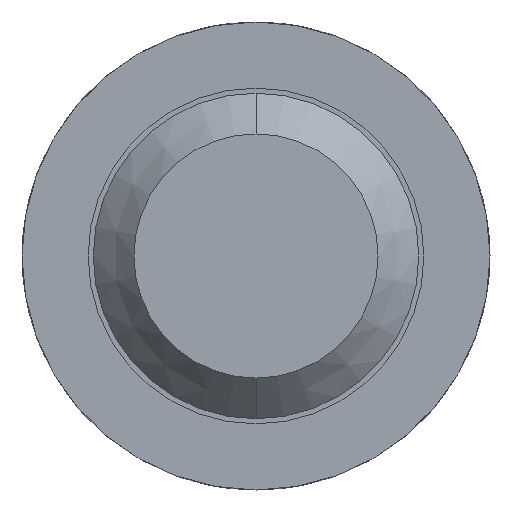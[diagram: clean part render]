
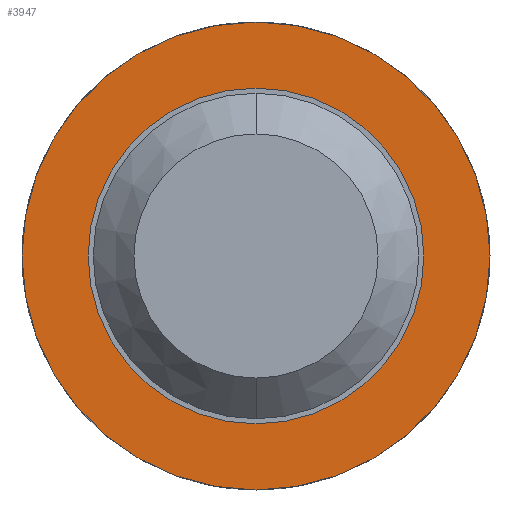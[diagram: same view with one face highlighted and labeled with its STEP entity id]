
A CAD part, front view. The second image highlights one B-rep face of the part: STEP entity #3947.
In plain terms, the highlighted planar face has unit normal (0, -1, 0).
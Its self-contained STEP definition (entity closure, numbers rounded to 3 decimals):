
#44 = AXIS2_PLACEMENT_3D ( 'NONE', #538, #3455, #1259 ) ;
#91 = CIRCLE ( 'NONE', #1907, 0.825 ) ;
#115 = ORIENTED_EDGE ( 'NONE', *, *, #4137, .T. ) ;
#150 = CARTESIAN_POINT ( 'NONE',  ( 0., -1.5, 0. ) ) ;
#162 = DIRECTION ( 'NONE',  ( 0., 1., 0. ) ) ;
#192 = CARTESIAN_POINT ( 'NONE',  ( 0., -1.5, -0.825 ) ) ;
#194 = EDGE_CURVE ( 'Defeature ausgef�hrt4_48+Defeature ausgef�hrt4_47+Defeature ausgef�hrt4_47+Defeature ausgef�hrt4_47', #2159, #1741, #91, .T. ) ;
#291 = DIRECTION ( 'NONE',  ( 0., 0., 1. ) ) ;
#335 = FACE_OUTER_BOUND ( 'NONE', #2067, .T. ) ;
#342 = CIRCLE ( 'NONE', #44, 1.15 ) ;
#490 = CARTESIAN_POINT ( 'NONE',  ( 0., -1.5, -1.15 ) ) ;
#538 = CARTESIAN_POINT ( 'NONE',  ( 0., -1.5, 0. ) ) ;
#867 = CARTESIAN_POINT ( 'NONE',  ( 0., -1.5, 0. ) ) ;
#1036 = AXIS2_PLACEMENT_3D ( 'NONE', #4074, #2199, #3295 ) ;
#1114 = CIRCLE ( 'NONE', #1036, 1.15 ) ;
#1186 = EDGE_CURVE ( 'Defeature ausgef�hrt4_44+Defeature ausgef�hrt4_48+Defeature ausgef�hrt4_48+Defeature ausgef�hrt4_48', #3565, #2272, #1114, .T. ) ;
#1216 = DIRECTION ( 'NONE',  ( 0., 1., 0. ) ) ;
#1259 = DIRECTION ( 'NONE',  ( 0., 0., 1. ) ) ;
#1372 = CARTESIAN_POINT ( 'NONE',  ( 0.825, -1.5, 0. ) ) ;
#1601 = CARTESIAN_POINT ( 'NONE',  ( 0., -1.5, 0.825 ) ) ;
#1741 = VERTEX_POINT ( 'NONE', #192 ) ;
#1907 = AXIS2_PLACEMENT_3D ( 'NONE', #867, #1216, #4093 ) ;
#2010 = DIRECTION ( 'NONE',  ( 0., 0., 1. ) ) ;
#2067 = EDGE_LOOP ( 'NONE', ( #3773, #3729 ) ) ;
#2108 = DIRECTION ( 'NONE',  ( 0., 1., 0. ) ) ;
#2125 = CARTESIAN_POINT ( 'NONE',  ( 0., -1.5, 1.15 ) ) ;
#2159 = VERTEX_POINT ( 'NONE', #1601 ) ;
#2199 = DIRECTION ( 'NONE',  ( 0., 1., 0. ) ) ;
#2272 = VERTEX_POINT ( 'NONE', #490 ) ;
#2934 = EDGE_CURVE ( 'Defeature ausgef�hrt4_44+Defeature ausgef�hrt4_48+Defeature ausgef�hrt4_48+Defeature ausgef�hrt4_48', #2272, #3565, #342, .T. ) ;
#3024 = AXIS2_PLACEMENT_3D ( 'NONE', #1372, #2108, #291 ) ;
#3295 = DIRECTION ( 'NONE',  ( 0., 0., 1. ) ) ;
#3455 = DIRECTION ( 'NONE',  ( 0., 1., 0. ) ) ;
#3489 = FACE_BOUND ( 'NONE', #3984, .T. ) ;
#3565 = VERTEX_POINT ( 'NONE', #2125 ) ;
#3623 = AXIS2_PLACEMENT_3D ( 'NONE', #150, #162, #2010 ) ;
#3729 = ORIENTED_EDGE ( 'NONE', *, *, #2934, .F. ) ;
#3773 = ORIENTED_EDGE ( 'NONE', *, *, #1186, .F. ) ;
#3937 = PLANE ( 'NONE',  #3024 ) ;
#3947 = ADVANCED_FACE ( 'Defeature ausgef�hrt4_48', ( #335, #3489 ), #3937, .F. ) ;
#3984 = EDGE_LOOP ( 'NONE', ( #4376, #115 ) ) ;
#4074 = CARTESIAN_POINT ( 'NONE',  ( 0., -1.5, 0. ) ) ;
#4093 = DIRECTION ( 'NONE',  ( 0., 0., 1. ) ) ;
#4106 = CIRCLE ( 'NONE', #3623, 0.825 ) ;
#4137 = EDGE_CURVE ( 'Defeature ausgef�hrt4_48+Defeature ausgef�hrt4_47+Defeature ausgef�hrt4_47+Defeature ausgef�hrt4_47', #1741, #2159, #4106, .T. ) ;
#4376 = ORIENTED_EDGE ( 'NONE', *, *, #194, .T. ) ;
